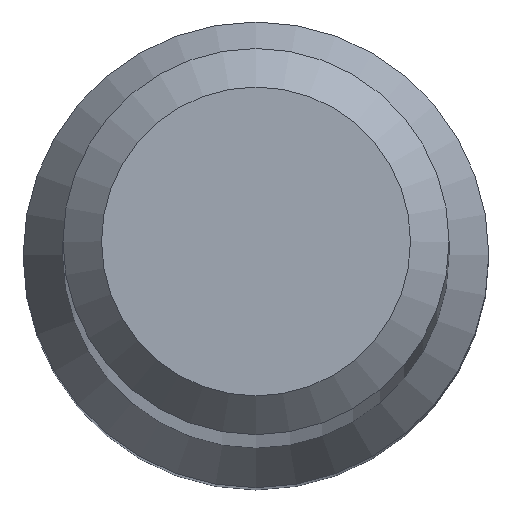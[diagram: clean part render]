
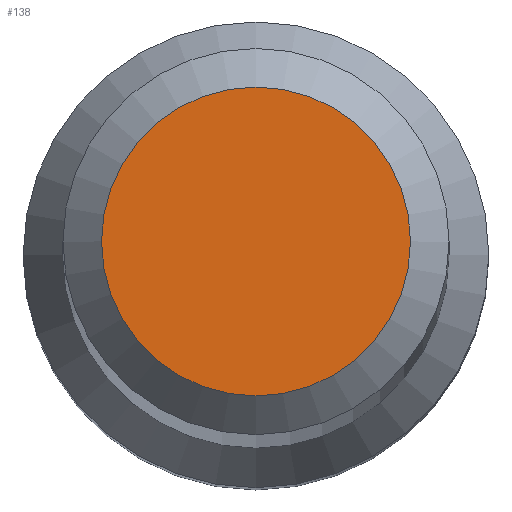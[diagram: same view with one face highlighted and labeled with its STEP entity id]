
A CAD part, top view. The second image highlights one B-rep face of the part: STEP entity #138.
In plain terms, the highlighted planar face has unit normal (0, 0, 1).
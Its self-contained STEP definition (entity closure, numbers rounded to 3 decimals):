
#8 = CARTESIAN_POINT ( 'NONE',  ( 0., 0., 70. ) ) ;
#14 = DIRECTION ( 'NONE',  ( 0., 0., 1. ) ) ;
#15 = EDGE_CURVE ( 'NONE', #180, #180, #201, .T. ) ;
#16 = CARTESIAN_POINT ( 'NONE',  ( 0., 1.2, 70. ) ) ;
#17 = AXIS2_PLACEMENT_3D ( 'NONE', #8, #122, #85 ) ;
#33 = FACE_OUTER_BOUND ( 'NONE', #140, .T. ) ;
#73 = PLANE ( 'NONE',  #183 ) ;
#85 = DIRECTION ( 'NONE',  ( 0., 1., 0. ) ) ;
#89 = CARTESIAN_POINT ( 'NONE',  ( 0., 0., 70. ) ) ;
#122 = DIRECTION ( 'NONE',  ( 0., 0., -1. ) ) ;
#133 = DIRECTION ( 'NONE',  ( 0., -1., 0. ) ) ;
#138 = ADVANCED_FACE ( 'NONE', ( #33 ), #73, .T. ) ;
#140 = EDGE_LOOP ( 'NONE', ( #185 ) ) ;
#180 = VERTEX_POINT ( 'NONE', #16 ) ;
#183 = AXIS2_PLACEMENT_3D ( 'NONE', #89, #14, #133 ) ;
#185 = ORIENTED_EDGE ( 'NONE', *, *, #15, .F. ) ;
#201 = CIRCLE ( 'NONE', #17, 1.2 ) ;
